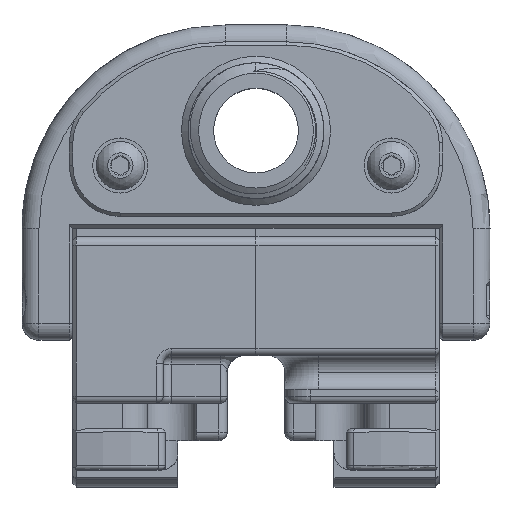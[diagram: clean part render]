
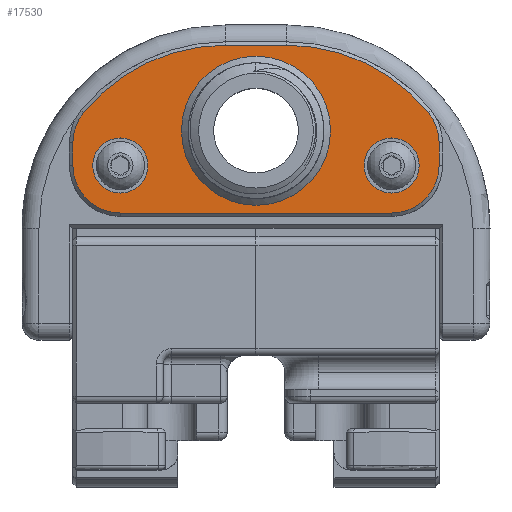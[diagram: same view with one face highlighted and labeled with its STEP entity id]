
A CAD part, top view. The second image highlights one B-rep face of the part: STEP entity #17530.
In plain terms, the highlighted planar face has unit normal (0, 0, 1).
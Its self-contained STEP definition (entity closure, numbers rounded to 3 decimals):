
#390=FACE_BOUND('',#2065,.T.);
#391=FACE_BOUND('',#2066,.T.);
#392=FACE_BOUND('',#2067,.T.);
#469=PLANE('',#18672);
#1027=FACE_OUTER_BOUND('',#2064,.T.);
#2064=EDGE_LOOP('',(#11882,#11883,#11884,#11885,#11886,#11887,#11888,#11889,
#11890,#11891));
#2065=EDGE_LOOP('',(#11892));
#2066=EDGE_LOOP('',(#11893));
#2067=EDGE_LOOP('',(#11894));
#3155=CIRCLE('',#18655,3.25);
#3158=CIRCLE('',#18660,3.25);
#3163=CIRCLE('',#18669,8.793);
#3166=CIRCLE('',#18673,5.6);
#3167=CIRCLE('',#18674,5.6);
#3168=CIRCLE('',#18675,5.6);
#3169=CIRCLE('',#18676,21.6);
#3170=CIRCLE('',#18677,21.6);
#3171=CIRCLE('',#18678,5.6);
#4485=LINE('',#26817,#5882);
#4486=LINE('',#26821,#5883);
#4487=LINE('',#26827,#5884);
#4488=LINE('',#26832,#5885);
#5882=VECTOR('',#20281,10.);
#5883=VECTOR('',#20284,10.);
#5884=VECTOR('',#20289,10.);
#5885=VECTOR('',#20294,10.);
#7300=VERTEX_POINT('',#25907);
#7303=VERTEX_POINT('',#25916);
#7309=VERTEX_POINT('',#26793);
#7312=VERTEX_POINT('',#26813);
#7313=VERTEX_POINT('',#26814);
#7314=VERTEX_POINT('',#26816);
#7315=VERTEX_POINT('',#26818);
#7316=VERTEX_POINT('',#26820);
#7317=VERTEX_POINT('',#26822);
#7318=VERTEX_POINT('',#26824);
#7319=VERTEX_POINT('',#26826);
#7320=VERTEX_POINT('',#26828);
#7321=VERTEX_POINT('',#26830);
#9066=EDGE_CURVE('',#7300,#7300,#3155,.T.);
#9070=EDGE_CURVE('',#7303,#7303,#3158,.T.);
#9080=EDGE_CURVE('',#7309,#7309,#3163,.T.);
#9085=EDGE_CURVE('',#7312,#7313,#3166,.T.);
#9086=EDGE_CURVE('',#7314,#7312,#4485,.T.);
#9087=EDGE_CURVE('',#7315,#7314,#3167,.T.);
#9088=EDGE_CURVE('',#7316,#7315,#4486,.T.);
#9089=EDGE_CURVE('',#7317,#7316,#3168,.T.);
#9090=EDGE_CURVE('',#7318,#7317,#3169,.T.);
#9091=EDGE_CURVE('',#7319,#7318,#4487,.T.);
#9092=EDGE_CURVE('',#7320,#7319,#3170,.T.);
#9093=EDGE_CURVE('',#7321,#7320,#3171,.T.);
#9094=EDGE_CURVE('',#7313,#7321,#4488,.T.);
#11882=ORIENTED_EDGE('',*,*,#9085,.F.);
#11883=ORIENTED_EDGE('',*,*,#9086,.F.);
#11884=ORIENTED_EDGE('',*,*,#9087,.F.);
#11885=ORIENTED_EDGE('',*,*,#9088,.F.);
#11886=ORIENTED_EDGE('',*,*,#9089,.F.);
#11887=ORIENTED_EDGE('',*,*,#9090,.F.);
#11888=ORIENTED_EDGE('',*,*,#9091,.F.);
#11889=ORIENTED_EDGE('',*,*,#9092,.F.);
#11890=ORIENTED_EDGE('',*,*,#9093,.F.);
#11891=ORIENTED_EDGE('',*,*,#9094,.F.);
#11892=ORIENTED_EDGE('',*,*,#9066,.T.);
#11893=ORIENTED_EDGE('',*,*,#9070,.T.);
#11894=ORIENTED_EDGE('',*,*,#9080,.F.);
#17530=ADVANCED_FACE('',(#1027,#390,#391,#392),#469,.T.);
#18655=AXIS2_PLACEMENT_3D('',#25908,#20238,#20239);
#18660=AXIS2_PLACEMENT_3D('',#25917,#20249,#20250);
#18669=AXIS2_PLACEMENT_3D('',#26794,#20270,#20271);
#18672=AXIS2_PLACEMENT_3D('',#26812,#20277,#20278);
#18673=AXIS2_PLACEMENT_3D('',#26815,#20279,#20280);
#18674=AXIS2_PLACEMENT_3D('',#26819,#20282,#20283);
#18675=AXIS2_PLACEMENT_3D('',#26823,#20285,#20286);
#18676=AXIS2_PLACEMENT_3D('',#26825,#20287,#20288);
#18677=AXIS2_PLACEMENT_3D('',#26829,#20290,#20291);
#18678=AXIS2_PLACEMENT_3D('',#26831,#20292,#20293);
#20238=DIRECTION('center_axis',(0.,0.,
-1.));
#20239=DIRECTION('ref_axis',(1.,0.,0.));
#20249=DIRECTION('center_axis',(0.,0.,
-1.));
#20250=DIRECTION('ref_axis',(1.,0.,0.));
#20270=DIRECTION('center_axis',(0.,0.,
1.));
#20271=DIRECTION('ref_axis',(-1.,0.,0.));
#20277=DIRECTION('center_axis',(0.,0.,
1.));
#20278=DIRECTION('ref_axis',(1.,0.,0.));
#20279=DIRECTION('center_axis',(0.,0.,
-1.));
#20280=DIRECTION('ref_axis',(0.707,0.707,0.));
#20281=DIRECTION('',(1.,0.,0.));
#20282=DIRECTION('center_axis',(0.,0.,
-1.));
#20283=DIRECTION('ref_axis',(-0.707,0.707,0.));
#20284=DIRECTION('',(0.,1.,0.));
#20285=DIRECTION('center_axis',(0.,0.,
-1.));
#20286=DIRECTION('ref_axis',(-0.942,-0.335,0.));
#20287=DIRECTION('center_axis',(0.,0.,
-1.));
#20288=DIRECTION('ref_axis',(-0.707,-0.707,0.));
#20289=DIRECTION('',(-1.,0.,0.));
#20290=DIRECTION('center_axis',(0.,0.,
-1.));
#20291=DIRECTION('ref_axis',(0.707,-0.707,0.));
#20292=DIRECTION('center_axis',(0.,0.,
-1.));
#20293=DIRECTION('ref_axis',(0.942,-0.335,0.));
#20294=DIRECTION('',(0.,-1.,0.));
#25907=CARTESIAN_POINT('',(-163.615,70.135,24.196));
#25908=CARTESIAN_POINT('Origin',(-160.365,70.135,24.196));
#25916=CARTESIAN_POINT('',(-131.616,70.135,24.196));
#25917=CARTESIAN_POINT('Origin',(-128.366,70.135,24.196));
#26793=CARTESIAN_POINT('',(-135.574,66.037,24.196));
#26794=CARTESIAN_POINT('Origin',(-144.366,66.037,24.196));
#26812=CARTESIAN_POINT('Origin',(-144.367,72.137,24.196));
#26813=CARTESIAN_POINT('',(-128.366,75.735,24.196));
#26814=CARTESIAN_POINT('',(-122.766,70.135,24.196));
#26815=CARTESIAN_POINT('Origin',(-128.366,70.135,24.196));
#26816=CARTESIAN_POINT('',(-160.365,75.735,24.196));
#26817=CARTESIAN_POINT('',(-133.367,75.735,24.196));
#26818=CARTESIAN_POINT('',(-165.965,70.135,24.196));
#26819=CARTESIAN_POINT('Origin',(-160.365,70.135,24.196));
#26820=CARTESIAN_POINT('',(-165.965,67.427,24.196));
#26821=CARTESIAN_POINT('',(-165.965,74.838,24.196));
#26822=CARTESIAN_POINT('',(-164.705,63.888,24.196));
#26823=CARTESIAN_POINT('Origin',(-160.365,67.427,24.196));
#26824=CARTESIAN_POINT('',(-147.966,55.94,24.196));
#26825=CARTESIAN_POINT('Origin',(-147.966,77.54,24.196));
#26826=CARTESIAN_POINT('',(-140.768,55.94,24.196));
#26827=CARTESIAN_POINT('',(-146.167,55.94,24.196));
#26828=CARTESIAN_POINT('',(-124.025,63.893,24.196));
#26829=CARTESIAN_POINT('Origin',(-140.768,77.54,24.196));
#26830=CARTESIAN_POINT('',(-122.766,67.431,24.196));
#26831=CARTESIAN_POINT('Origin',(-128.366,67.431,24.196));
#26832=CARTESIAN_POINT('',(-122.766,74.838,24.196));
